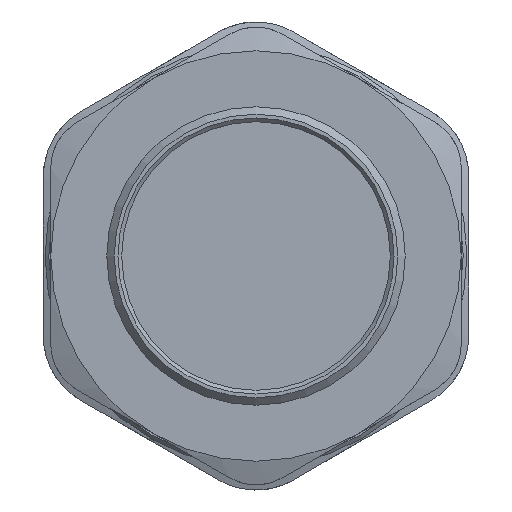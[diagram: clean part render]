
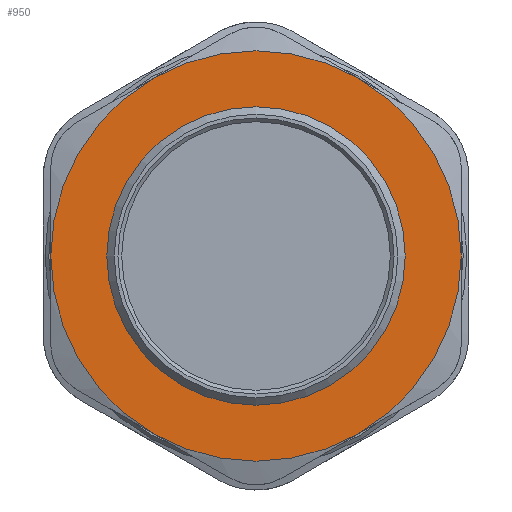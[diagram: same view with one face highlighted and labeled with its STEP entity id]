
A CAD part, front view. The second image highlights one B-rep face of the part: STEP entity #950.
In plain terms, the highlighted planar face has unit normal (0, -1, 0).
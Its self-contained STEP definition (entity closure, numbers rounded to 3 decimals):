
#191=FACE_BOUND('',#363,.T.);
#302=FACE_OUTER_BOUND('',#362,.T.);
#362=EDGE_LOOP('',(#869,#870,#871,#872,#873,#874));
#363=EDGE_LOOP('',(#875));
#384=CIRCLE('',#1029,27.5);
#385=CIRCLE('',#1033,27.5);
#386=CIRCLE('',#1037,27.5);
#387=CIRCLE('',#1041,27.5);
#388=CIRCLE('',#1044,27.5);
#389=CIRCLE('',#1046,27.5);
#396=CIRCLE('',#1061,19.25);
#447=VERTEX_POINT('',#1642);
#455=VERTEX_POINT('',#1692);
#460=VERTEX_POINT('',#1727);
#461=VERTEX_POINT('',#1731);
#467=VERTEX_POINT('',#1775);
#473=VERTEX_POINT('',#1819);
#479=VERTEX_POINT('',#1890);
#571=EDGE_CURVE('',#460,#461,#384,.T.);
#581=EDGE_CURVE('',#467,#460,#385,.T.);
#590=EDGE_CURVE('',#473,#467,#386,.T.);
#597=EDGE_CURVE('',#447,#473,#387,.T.);
#600=EDGE_CURVE('',#455,#447,#388,.T.);
#601=EDGE_CURVE('',#461,#455,#389,.T.);
#610=EDGE_CURVE('',#479,#479,#396,.T.);
#869=ORIENTED_EDGE('',*,*,#590,.F.);
#870=ORIENTED_EDGE('',*,*,#597,.F.);
#871=ORIENTED_EDGE('',*,*,#600,.F.);
#872=ORIENTED_EDGE('',*,*,#601,.F.);
#873=ORIENTED_EDGE('',*,*,#571,.F.);
#874=ORIENTED_EDGE('',*,*,#581,.F.);
#875=ORIENTED_EDGE('',*,*,#610,.T.);
#894=PLANE('',#1062);
#950=ADVANCED_FACE('',(#302,#191),#894,.T.);
#1029=AXIS2_PLACEMENT_3D('',#1732,#1204,#1205);
#1033=AXIS2_PLACEMENT_3D('',#1779,#1214,#1215);
#1037=AXIS2_PLACEMENT_3D('',#1823,#1224,#1225);
#1041=AXIS2_PLACEMENT_3D('',#1860,#1233,#1234);
#1044=AXIS2_PLACEMENT_3D('',#1869,#1239,#1240);
#1046=AXIS2_PLACEMENT_3D('',#1871,#1243,#1244);
#1061=AXIS2_PLACEMENT_3D('',#1891,#1275,#1276);
#1062=AXIS2_PLACEMENT_3D('',#1893,#1278,#1279);
#1204=DIRECTION('center_axis',(0.,1.,0.));
#1205=DIRECTION('ref_axis',(1.,0.,0.));
#1214=DIRECTION('center_axis',(0.,1.,0.));
#1215=DIRECTION('ref_axis',(1.,0.,0.));
#1224=DIRECTION('center_axis',(0.,1.,0.));
#1225=DIRECTION('ref_axis',(1.,0.,0.));
#1233=DIRECTION('center_axis',(0.,1.,0.));
#1234=DIRECTION('ref_axis',(1.,0.,0.));
#1239=DIRECTION('center_axis',(0.,1.,0.));
#1240=DIRECTION('ref_axis',(1.,0.,0.));
#1243=DIRECTION('center_axis',(0.,1.,0.));
#1244=DIRECTION('ref_axis',(1.,0.,0.));
#1275=DIRECTION('center_axis',(0.,1.,0.));
#1276=DIRECTION('ref_axis',(1.,0.,0.));
#1278=DIRECTION('center_axis',(0.,-1.,0.));
#1279=DIRECTION('ref_axis',(0.,0.,-1.));
#1642=CARTESIAN_POINT('',(-27.035,-2.284,-23.816));
#1692=CARTESIAN_POINT('',(0.465,-2.284,-23.816));
#1727=CARTESIAN_POINT('',(0.465,-2.284,23.816));
#1731=CARTESIAN_POINT('',(14.215,-2.284,0.));
#1732=CARTESIAN_POINT('Origin',(-13.285,-2.284,0.));
#1775=CARTESIAN_POINT('',(-27.035,-2.284,23.816));
#1779=CARTESIAN_POINT('Origin',(-13.285,-2.284,0.));
#1819=CARTESIAN_POINT('',(-40.785,-2.284,0.));
#1823=CARTESIAN_POINT('Origin',(-13.285,-2.284,0.));
#1860=CARTESIAN_POINT('Origin',(-13.285,-2.284,0.));
#1869=CARTESIAN_POINT('Origin',(-13.285,-2.284,0.));
#1871=CARTESIAN_POINT('Origin',(-13.285,-2.284,0.));
#1890=CARTESIAN_POINT('',(5.965,-2.284,0.));
#1891=CARTESIAN_POINT('Origin',(-13.285,-2.284,0.));
#1893=CARTESIAN_POINT('Origin',(-40.785,-2.284,0.));
